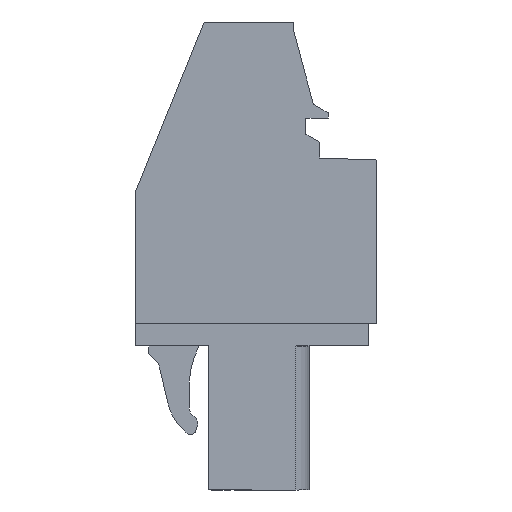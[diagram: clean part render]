
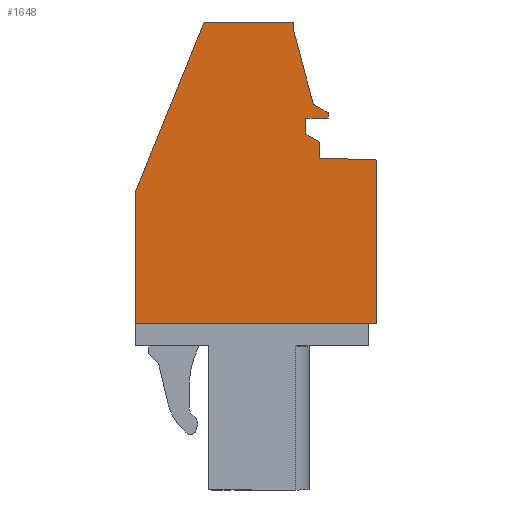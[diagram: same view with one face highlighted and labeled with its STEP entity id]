
A CAD part, left-side view. The second image highlights one B-rep face of the part: STEP entity #1648.
In plain terms, the highlighted planar face has unit normal (-1, 0, 0).
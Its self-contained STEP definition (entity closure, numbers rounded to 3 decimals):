
#1630=AXIS2_PLACEMENT_3D('Plane Axis2P3D',#1627,#1628,#1629) ;
#228=CARTESIAN_POINT('Vertex',(0.,0.,9.7)) ;
#231=CARTESIAN_POINT('Line Origine',(0.,7.05,9.7)) ;
#235=CARTESIAN_POINT('Vertex',(0.,14.1,9.7)) ;
#277=CARTESIAN_POINT('Vertex',(0.,0.,19.25)) ;
#280=CARTESIAN_POINT('Line Origine',(0.,0.,14.475)) ;
#444=CARTESIAN_POINT('Vertex',(0.,3.337,19.367)) ;
#447=CARTESIAN_POINT('Line Origine',(0.,1.668,19.308)) ;
#475=CARTESIAN_POINT('Vertex',(0.,3.337,20.288)) ;
#478=CARTESIAN_POINT('Line Origine',(0.,3.337,19.827)) ;
#506=CARTESIAN_POINT('Vertex',(0.,4.137,20.75)) ;
#509=CARTESIAN_POINT('Line Origine',(0.,3.737,20.519)) ;
#537=CARTESIAN_POINT('Vertex',(0.,4.137,21.7)) ;
#540=CARTESIAN_POINT('Line Origine',(0.,4.137,21.225)) ;
#568=CARTESIAN_POINT('Vertex',(0.,2.837,21.7)) ;
#571=CARTESIAN_POINT('Line Origine',(0.,3.487,21.7)) ;
#599=CARTESIAN_POINT('Vertex',(0.,2.837,22.)) ;
#602=CARTESIAN_POINT('Line Origine',(0.,2.837,21.85)) ;
#630=CARTESIAN_POINT('Vertex',(0.,3.703,22.5)) ;
#633=CARTESIAN_POINT('Line Origine',(0.,3.27,22.25)) ;
#661=CARTESIAN_POINT('Vertex',(0.,4.842,26.75)) ;
#664=CARTESIAN_POINT('Line Origine',(0.,4.272,24.625)) ;
#692=CARTESIAN_POINT('Vertex',(0.,4.842,27.3)) ;
#695=CARTESIAN_POINT('Line Origine',(0.,4.842,27.025)) ;
#723=CARTESIAN_POINT('Vertex',(0.,10.08,27.3)) ;
#726=CARTESIAN_POINT('Line Origine',(0.,7.461,27.3)) ;
#890=CARTESIAN_POINT('Vertex',(0.,14.1,17.35)) ;
#893=CARTESIAN_POINT('Line Origine',(0.,12.09,22.325)) ;
#917=CARTESIAN_POINT('Line Origine',(0.,14.1,13.525)) ;
#1627=CARTESIAN_POINT('Axis2P3D Location',(0.,0.,0.)) ;
#232=DIRECTION('Vector Direction',(0.,-1.,0.)) ;
#281=DIRECTION('Vector Direction',(0.,0.,1.)) ;
#448=DIRECTION('Vector Direction',(0.,0.999,0.035)) ;
#479=DIRECTION('Vector Direction',(0.,0.,1.)) ;
#510=DIRECTION('Vector Direction',(0.,0.866,0.5)) ;
#541=DIRECTION('Vector Direction',(0.,0.,1.)) ;
#572=DIRECTION('Vector Direction',(0.,-1.,0.)) ;
#603=DIRECTION('Vector Direction',(0.,0.,1.)) ;
#634=DIRECTION('Vector Direction',(0.,0.866,0.5)) ;
#665=DIRECTION('Vector Direction',(0.,0.259,0.966)) ;
#696=DIRECTION('Vector Direction',(0.,0.,1.)) ;
#727=DIRECTION('Vector Direction',(0.,1.,0.)) ;
#894=DIRECTION('Vector Direction',(0.,0.375,-0.927)) ;
#918=DIRECTION('Vector Direction',(0.,0.,-1.)) ;
#1628=DIRECTION('Axis2P3D Direction',(-1.,0.,0.)) ;
#1629=DIRECTION('Axis2P3D XDirection',(0.,0.,1.)) ;
#233=VECTOR('Line Direction',#232,1.) ;
#282=VECTOR('Line Direction',#281,1.) ;
#449=VECTOR('Line Direction',#448,1.) ;
#480=VECTOR('Line Direction',#479,1.) ;
#511=VECTOR('Line Direction',#510,1.) ;
#542=VECTOR('Line Direction',#541,1.) ;
#573=VECTOR('Line Direction',#572,1.) ;
#604=VECTOR('Line Direction',#603,1.) ;
#635=VECTOR('Line Direction',#634,1.) ;
#666=VECTOR('Line Direction',#665,1.) ;
#697=VECTOR('Line Direction',#696,1.) ;
#728=VECTOR('Line Direction',#727,1.) ;
#895=VECTOR('Line Direction',#894,1.) ;
#919=VECTOR('Line Direction',#918,1.) ;
#1633=ORIENTED_EDGE('',*,*,#237,.T.) ;
#1634=ORIENTED_EDGE('',*,*,#284,.T.) ;
#1635=ORIENTED_EDGE('',*,*,#451,.T.) ;
#1636=ORIENTED_EDGE('',*,*,#482,.T.) ;
#1637=ORIENTED_EDGE('',*,*,#513,.T.) ;
#1638=ORIENTED_EDGE('',*,*,#544,.T.) ;
#1639=ORIENTED_EDGE('',*,*,#575,.T.) ;
#1640=ORIENTED_EDGE('',*,*,#606,.T.) ;
#1641=ORIENTED_EDGE('',*,*,#637,.T.) ;
#1642=ORIENTED_EDGE('',*,*,#668,.T.) ;
#1643=ORIENTED_EDGE('',*,*,#699,.T.) ;
#1644=ORIENTED_EDGE('',*,*,#730,.T.) ;
#1645=ORIENTED_EDGE('',*,*,#897,.T.) ;
#1646=ORIENTED_EDGE('',*,*,#921,.T.) ;
#1648=ADVANCED_FACE('PartBody',(#1647),#1631,.T.) ;
#237=EDGE_CURVE('',#236,#229,#234,.T.) ;
#284=EDGE_CURVE('',#229,#278,#283,.T.) ;
#451=EDGE_CURVE('',#278,#445,#450,.T.) ;
#482=EDGE_CURVE('',#445,#476,#481,.T.) ;
#513=EDGE_CURVE('',#476,#507,#512,.T.) ;
#544=EDGE_CURVE('',#507,#538,#543,.T.) ;
#575=EDGE_CURVE('',#538,#569,#574,.T.) ;
#606=EDGE_CURVE('',#569,#600,#605,.T.) ;
#637=EDGE_CURVE('',#600,#631,#636,.T.) ;
#668=EDGE_CURVE('',#631,#662,#667,.T.) ;
#699=EDGE_CURVE('',#662,#693,#698,.T.) ;
#730=EDGE_CURVE('',#693,#724,#729,.T.) ;
#897=EDGE_CURVE('',#724,#891,#896,.T.) ;
#921=EDGE_CURVE('',#891,#236,#920,.T.) ;
#1632=EDGE_LOOP('',(#1633,#1634,#1635,#1636,#1637,#1638,#1639,#1640,#1641,#1642,#1643,#1644,#1645,#1646)) ;
#1647=FACE_OUTER_BOUND('',#1632,.T.) ;
#234=LINE('Line',#231,#233) ;
#283=LINE('Line',#280,#282) ;
#450=LINE('Line',#447,#449) ;
#481=LINE('Line',#478,#480) ;
#512=LINE('Line',#509,#511) ;
#543=LINE('Line',#540,#542) ;
#574=LINE('Line',#571,#573) ;
#605=LINE('Line',#602,#604) ;
#636=LINE('Line',#633,#635) ;
#667=LINE('Line',#664,#666) ;
#698=LINE('Line',#695,#697) ;
#729=LINE('Line',#726,#728) ;
#896=LINE('Line',#893,#895) ;
#920=LINE('Line',#917,#919) ;
#1631=PLANE('',#1630) ;
#229=VERTEX_POINT('',#228) ;
#236=VERTEX_POINT('',#235) ;
#278=VERTEX_POINT('',#277) ;
#445=VERTEX_POINT('',#444) ;
#476=VERTEX_POINT('',#475) ;
#507=VERTEX_POINT('',#506) ;
#538=VERTEX_POINT('',#537) ;
#569=VERTEX_POINT('',#568) ;
#600=VERTEX_POINT('',#599) ;
#631=VERTEX_POINT('',#630) ;
#662=VERTEX_POINT('',#661) ;
#693=VERTEX_POINT('',#692) ;
#724=VERTEX_POINT('',#723) ;
#891=VERTEX_POINT('',#890) ;
